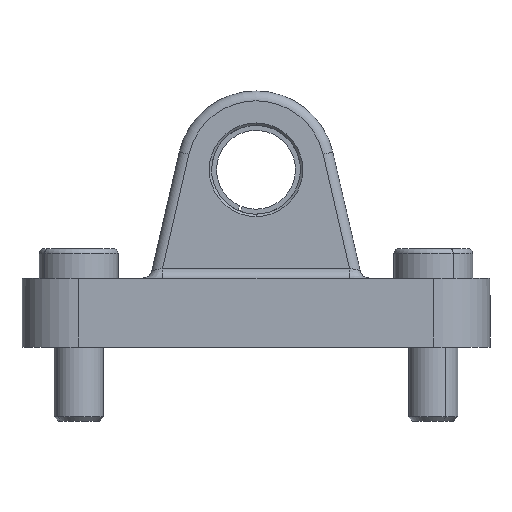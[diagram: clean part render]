
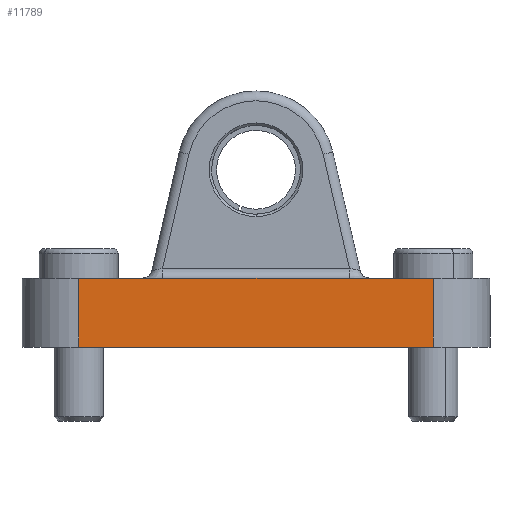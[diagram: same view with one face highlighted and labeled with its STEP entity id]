
A CAD part, left-side view. The second image highlights one B-rep face of the part: STEP entity #11789.
In plain terms, the highlighted planar face has unit normal (-1, 0, 0).
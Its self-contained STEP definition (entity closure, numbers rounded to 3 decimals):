
#436 = EDGE_CURVE ( 'NONE', #11977, #8637, #4528, .T. ) ;
#895 = EDGE_LOOP ( 'NONE', ( #5868, #3669, #10270, #12114 ) ) ;
#1275 = CARTESIAN_POINT ( 'NONE',  ( -47.5, -36., 14. ) ) ;
#1375 = CARTESIAN_POINT ( 'NONE',  ( -47.5, -47.5, 14. ) ) ;
#1389 = VECTOR ( 'NONE', #11217, 1000. ) ;
#1434 = DIRECTION ( 'NONE',  ( 0., 0., 1. ) ) ;
#1919 = DIRECTION ( 'NONE',  ( 0., 0., -1. ) ) ;
#2312 = VECTOR ( 'NONE', #3875, 1000. ) ;
#2566 = EDGE_CURVE ( 'NONE', #4148, #5283, #3818, .T. ) ;
#3649 = VECTOR ( 'NONE', #7115, 1000. ) ;
#3669 = ORIENTED_EDGE ( 'NONE', *, *, #2566, .F. ) ;
#3818 = LINE ( 'NONE', #1375, #3649 ) ;
#3875 = DIRECTION ( 'NONE',  ( 0., 0., -1. ) ) ;
#4148 = VERTEX_POINT ( 'NONE', #6584 ) ;
#4331 = CARTESIAN_POINT ( 'NONE',  ( -47.5, 36., 0. ) ) ;
#4528 = LINE ( 'NONE', #7403, #1389 ) ;
#5283 = VERTEX_POINT ( 'NONE', #1275 ) ;
#5868 = ORIENTED_EDGE ( 'NONE', *, *, #7982, .T. ) ;
#5869 = CARTESIAN_POINT ( 'NONE',  ( -47.5, 36., 14. ) ) ;
#6131 = CARTESIAN_POINT ( 'NONE',  ( -47.5, -36., 0. ) ) ;
#6584 = CARTESIAN_POINT ( 'NONE',  ( -47.5, 36., 14. ) ) ;
#6776 = CARTESIAN_POINT ( 'NONE',  ( -47.5, -47.5, 14. ) ) ;
#6801 = EDGE_CURVE ( 'NONE', #4148, #11977, #6806, .T. ) ;
#6806 = LINE ( 'NONE', #5869, #2312 ) ;
#7115 = DIRECTION ( 'NONE',  ( 0., -1., 0. ) ) ;
#7403 = CARTESIAN_POINT ( 'NONE',  ( -47.5, -47.5, 0. ) ) ;
#7680 = AXIS2_PLACEMENT_3D ( 'NONE', #6776, #10343, #1919 ) ;
#7982 = EDGE_CURVE ( 'NONE', #8637, #5283, #10983, .T. ) ;
#8637 = VERTEX_POINT ( 'NONE', #6131 ) ;
#9219 = VECTOR ( 'NONE', #1434, 1000. ) ;
#9920 = CARTESIAN_POINT ( 'NONE',  ( -47.5, -36., 14. ) ) ;
#10270 = ORIENTED_EDGE ( 'NONE', *, *, #6801, .T. ) ;
#10343 = DIRECTION ( 'NONE',  ( 1., 0., 0. ) ) ;
#10531 = PLANE ( 'NONE',  #7680 ) ;
#10983 = LINE ( 'NONE', #9920, #9219 ) ;
#11217 = DIRECTION ( 'NONE',  ( 0., -1., 0. ) ) ;
#11789 = ADVANCED_FACE ( 'NONE', ( #12270 ), #10531, .F. ) ;
#11977 = VERTEX_POINT ( 'NONE', #4331 ) ;
#12114 = ORIENTED_EDGE ( 'NONE', *, *, #436, .T. ) ;
#12270 = FACE_OUTER_BOUND ( 'NONE', #895, .T. ) ;
